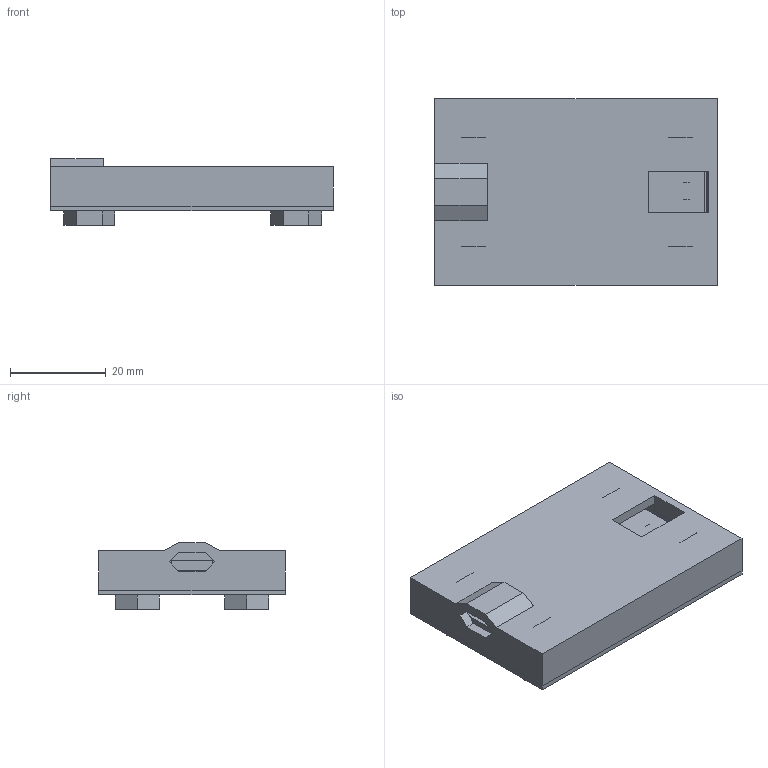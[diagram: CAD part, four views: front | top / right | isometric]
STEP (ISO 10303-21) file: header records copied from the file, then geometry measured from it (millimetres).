
FILE_DESCRIPTION(/* description */ (''),/* implementation_level */ '2;1');
FILE_NAME(/* name */ 'ev tester enclosure',/* time_stamp */ '2023-03-08T16:15:20+01:00',/* author */ (''),/* organization */ (''),/* preprocessor_version */ 'ST-DEVELOPER v16.5',/* originating_system */ 'Rhino 7.27',/* authorisation */ '');
FILE_SCHEMA (('AUTOMOTIVE_DESIGN_CC2'));
Length unit declared in the file: millimetre
Products named in the file (3): Document; PCB_EV_Sim_remote_v2_2_12; Board_EV_Sim_remote_v2_2_11
Assembly tree (2 placements, depth 3):
  Document
    PCB_EV_Sim_remote_v2_2_12
      Board_EV_Sim_remote_v2_2_11
Bounding box: 59 x 39 x 13.9 mm (x, y, z)
Volume: 14413.1 mm3; surface area: 17115.2 mm2
Topology: 3 solids, 3 shells, 216 faces, 577 edges, 382 vertices
Faces by surface type: cylinder 106, plane 102, bspline 8
Entity records: 6489 total; most frequent: CARTESIAN_POINT 2490, ORIENTED_EDGE 1148, EDGE_CURVE 574, VERTEX_POINT 380, EDGE_LOOP 320, B_SPLINE_CURVE_WITH_KNOTS 312, DIRECTION 225, ADVANCED_FACE 216
